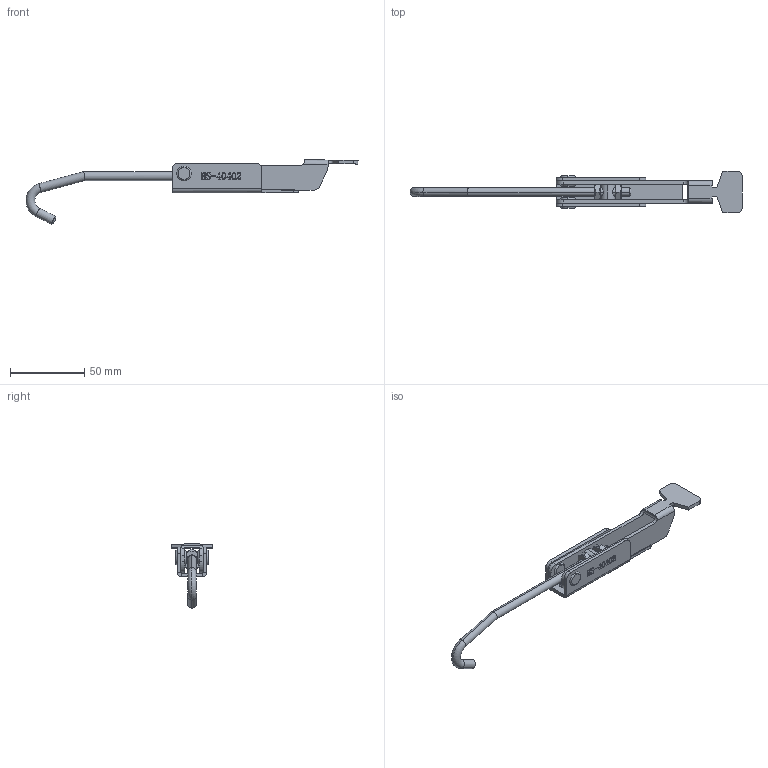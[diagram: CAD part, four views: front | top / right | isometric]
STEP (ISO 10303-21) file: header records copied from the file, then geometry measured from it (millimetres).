
FILE_DESCRIPTION (( 'STEP AP203' ), '1' );
FILE_NAME ('HS-40402 .STEP', '2019-10-07T02:17:06', ( '微软用户' ), ( '微软中国' ), 'SwSTEP 2.0', 'SolidWorks 2012', '' );
FILE_SCHEMA (( 'CONFIG_CONTROL_DESIGN' ));
Length unit declared in the file: millimetre
Products named in the file (7): HS-40402 ; hex thin nuts-grades ab-chamfered gb_GB_FASTENER_NUT_STNAB M8-N; 种粣; 种; 挴裝; 忒梟; 菁釱
Assembly tree (8 placements, depth 2):
  HS-40402 
    菁釱
    忒梟
    挴裝
    种  x2
    种粣
    hex thin nuts-grades ab-chamfered gb_GB_FASTENER_NUT_STNAB M8-N  x2
Bounding box: 223.72 x 28 x 43.4 mm (x, y, z)
Volume: 25278.9 mm3; surface area: 22908.7 mm2
Topology: 8 solids, 8 shells, 516 faces, 1356 edges, 888 vertices
Faces by surface type: plane 298, bspline 121, cylinder 67, cone 20, torus 10
Entity records: 22135 total; most frequent: CARTESIAN_POINT 9904, ORIENTED_EDGE 2596, DIRECTION 1936, EDGE_CURVE 1298, LINE 888, VECTOR 888, VERTEX_POINT 852, EDGE_LOOP 538
